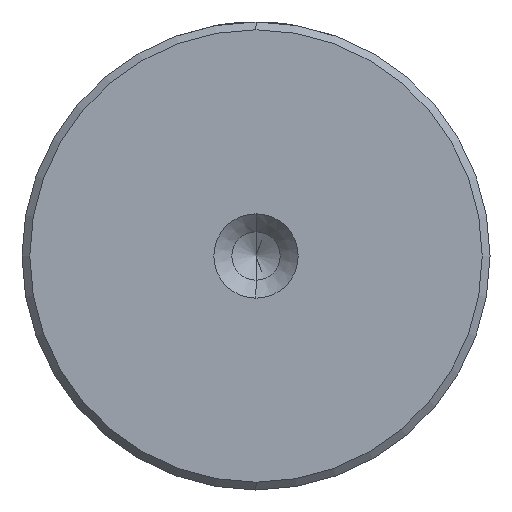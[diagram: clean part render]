
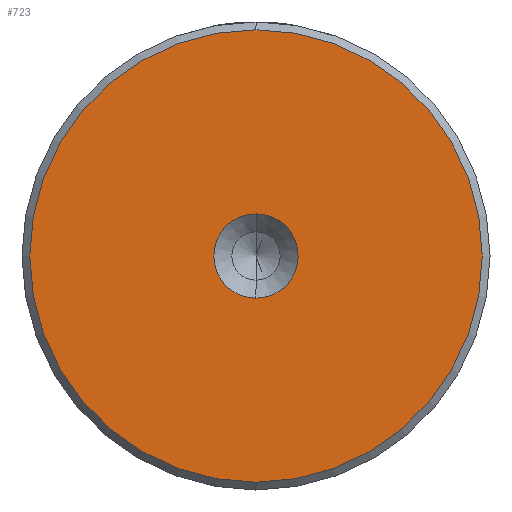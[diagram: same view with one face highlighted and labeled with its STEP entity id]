
A CAD part, left-side view. The second image highlights one B-rep face of the part: STEP entity #723.
In plain terms, the highlighted planar face has unit normal (-1, 0, 0).
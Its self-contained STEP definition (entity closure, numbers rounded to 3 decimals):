
#10 = EDGE_CURVE ( 'NONE', #2055, #28, #1898, .T. ) ;
#14 = DIRECTION ( 'NONE',  ( 0., 0., 1. ) ) ;
#28 = VERTEX_POINT ( 'NONE', #362 ) ;
#32 = DIRECTION ( 'NONE',  ( -1., 0., 0. ) ) ;
#82 = AXIS2_PLACEMENT_3D ( 'NONE', #566, #32, #14 ) ;
#182 = DIRECTION ( 'NONE',  ( -1., 0., 0. ) ) ;
#205 = DIRECTION ( 'NONE',  ( 0., 0., 1. ) ) ;
#212 = DIRECTION ( 'NONE',  ( -1., 0., 0. ) ) ;
#214 = ORIENTED_EDGE ( 'NONE', *, *, #2115, .F. ) ;
#223 = PLANE ( 'NONE',  #1332 ) ;
#362 = CARTESIAN_POINT ( 'NONE',  ( 0., 0., 14.5 ) ) ;
#386 = DIRECTION ( 'NONE',  ( 0., 0., 1. ) ) ;
#396 = DIRECTION ( 'NONE',  ( -1., 0., 0. ) ) ;
#401 = CARTESIAN_POINT ( 'NONE',  ( 0., 0., 0. ) ) ;
#487 = CARTESIAN_POINT ( 'NONE',  ( 0., 0., 0. ) ) ;
#540 = EDGE_CURVE ( 'NONE', #28, #2055, #1805, .T. ) ;
#566 = CARTESIAN_POINT ( 'NONE',  ( 0., 0., 0. ) ) ;
#675 = DIRECTION ( 'NONE',  ( 0., 0., 1. ) ) ;
#709 = EDGE_LOOP ( 'NONE', ( #214, #2088 ) ) ;
#723 = ADVANCED_FACE ( 'NONE', ( #1856, #1350 ), #223, .T. ) ;
#1074 = CARTESIAN_POINT ( 'NONE',  ( 0., 0., 2.7 ) ) ;
#1078 = AXIS2_PLACEMENT_3D ( 'NONE', #1319, #182, #1515 ) ;
#1095 = EDGE_CURVE ( 'NONE', #2349, #1415, #1185, .T. ) ;
#1185 = CIRCLE ( 'NONE', #2382, 2.7 ) ;
#1286 = CARTESIAN_POINT ( 'NONE',  ( 0., 0., -14.5 ) ) ;
#1319 = CARTESIAN_POINT ( 'NONE',  ( 0., 0., 0. ) ) ;
#1332 = AXIS2_PLACEMENT_3D ( 'NONE', #1711, #212, #205 ) ;
#1350 = FACE_BOUND ( 'NONE', #709, .T. ) ;
#1415 = VERTEX_POINT ( 'NONE', #1074 ) ;
#1420 = CIRCLE ( 'NONE', #1078, 2.7 ) ;
#1511 = AXIS2_PLACEMENT_3D ( 'NONE', #401, #396, #386 ) ;
#1515 = DIRECTION ( 'NONE',  ( 0., 0., 1. ) ) ;
#1711 = CARTESIAN_POINT ( 'NONE',  ( 0., 0., 0. ) ) ;
#1802 = DIRECTION ( 'NONE',  ( -1., 0., 0. ) ) ;
#1805 = CIRCLE ( 'NONE', #1511, 14.5 ) ;
#1856 = FACE_OUTER_BOUND ( 'NONE', #2268, .T. ) ;
#1898 = CIRCLE ( 'NONE', #82, 14.5 ) ;
#1995 = ORIENTED_EDGE ( 'NONE', *, *, #10, .T. ) ;
#2055 = VERTEX_POINT ( 'NONE', #1286 ) ;
#2088 = ORIENTED_EDGE ( 'NONE', *, *, #1095, .F. ) ;
#2115 = EDGE_CURVE ( 'NONE', #1415, #2349, #1420, .T. ) ;
#2265 = CARTESIAN_POINT ( 'NONE',  ( 0., 0., -2.7 ) ) ;
#2268 = EDGE_LOOP ( 'NONE', ( #1995, #2295 ) ) ;
#2295 = ORIENTED_EDGE ( 'NONE', *, *, #540, .T. ) ;
#2349 = VERTEX_POINT ( 'NONE', #2265 ) ;
#2382 = AXIS2_PLACEMENT_3D ( 'NONE', #487, #1802, #675 ) ;
